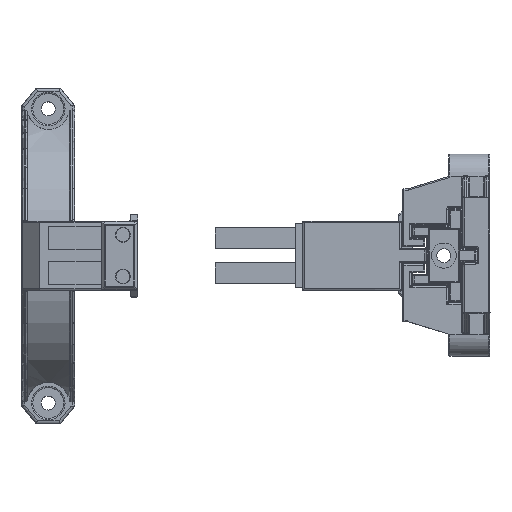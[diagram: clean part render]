
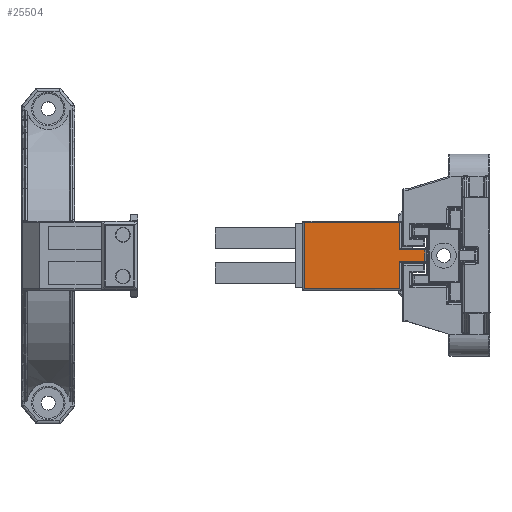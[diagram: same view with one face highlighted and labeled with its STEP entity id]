
A CAD part, top view. The second image highlights one B-rep face of the part: STEP entity #25504.
In plain terms, the highlighted planar face has unit normal (0, 0, 1).
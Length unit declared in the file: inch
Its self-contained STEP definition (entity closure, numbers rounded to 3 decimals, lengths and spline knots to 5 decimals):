
#2853=LINE('',#42301,#5531);
#2854=LINE('',#42306,#5532);
#2855=LINE('',#42308,#5533);
#2856=LINE('',#42310,#5534);
#2857=LINE('',#42313,#5535);
#2858=LINE('',#42315,#5536);
#2859=LINE('',#42317,#5537);
#2860=LINE('',#42318,#5538);
#5531=VECTOR('',#32386,0.03937);
#5532=VECTOR('',#32393,0.03937);
#5533=VECTOR('',#32396,0.03937);
#5534=VECTOR('',#32399,0.03937);
#5535=VECTOR('',#32402,0.03937);
#5536=VECTOR('',#32403,0.03937);
#5537=VECTOR('',#32404,0.03937);
#5538=VECTOR('',#32405,0.03937);
#6809=PLANE('',#27543);
#7933=FACE_OUTER_BOUND('',#9416,.T.);
#9416=EDGE_LOOP('',(#20668,#20669,#20670,#20671,#20672,#20673,#20674,#20675));
#11589=VERTEX_POINT('',#39376);
#11597=VERTEX_POINT('',#39425);
#12656=VERTEX_POINT('',#42298);
#12657=VERTEX_POINT('',#42300);
#12658=VERTEX_POINT('',#42304);
#12659=VERTEX_POINT('',#42312);
#12660=VERTEX_POINT('',#42314);
#12661=VERTEX_POINT('',#42316);
#15577=EDGE_CURVE('',#12656,#12657,#2853,.T.);
#15580=EDGE_CURVE('',#12658,#12656,#2854,.T.);
#15581=EDGE_CURVE('',#12657,#11589,#2855,.T.);
#15582=EDGE_CURVE('',#11589,#11597,#2856,.T.);
#15583=EDGE_CURVE('',#12659,#12658,#2857,.T.);
#15584=EDGE_CURVE('',#12660,#12659,#2858,.T.);
#15585=EDGE_CURVE('',#12661,#12660,#2859,.T.);
#15586=EDGE_CURVE('',#11597,#12661,#2860,.T.);
#20668=ORIENTED_EDGE('',*,*,#15581,.F.);
#20669=ORIENTED_EDGE('',*,*,#15577,.F.);
#20670=ORIENTED_EDGE('',*,*,#15580,.F.);
#20671=ORIENTED_EDGE('',*,*,#15583,.F.);
#20672=ORIENTED_EDGE('',*,*,#15584,.F.);
#20673=ORIENTED_EDGE('',*,*,#15585,.F.);
#20674=ORIENTED_EDGE('',*,*,#15586,.F.);
#20675=ORIENTED_EDGE('',*,*,#15582,.F.);
#25504=ADVANCED_FACE('',(#7933),#6809,.T.);
#27543=AXIS2_PLACEMENT_3D('',#42311,#32400,#32401);
#32386=DIRECTION('',(0.,-1.,0.));
#32393=DIRECTION('',(1.,0.,0.));
#32396=DIRECTION('',(1.,0.,0.));
#32399=DIRECTION('',(0.,-1.,0.));
#32400=DIRECTION('center_axis',(0.,0.,1.));
#32401=DIRECTION('ref_axis',(1.,0.,0.));
#32402=DIRECTION('',(0.,1.,0.));
#32403=DIRECTION('',(-1.,0.,0.));
#32404=DIRECTION('',(0.,-1.,0.));
#32405=DIRECTION('',(-1.,0.,0.));
#39376=CARTESIAN_POINT('',(0.4568,-6.13619,1.0961));
#39425=CARTESIAN_POINT('',(0.4568,-6.26648,1.0961));
#42298=CARTESIAN_POINT('',(0.17451,-5.82894,1.0961));
#42300=CARTESIAN_POINT('',(0.17451,-6.13619,1.0961));
#42301=CARTESIAN_POINT('',(0.17451,-6.00727,1.0961));
#42304=CARTESIAN_POINT('',(-0.8981,-5.82894,1.0961));
#42306=CARTESIAN_POINT('',(-0.23649,-5.82894,1.0961));
#42308=CARTESIAN_POINT('',(-0.15517,-6.13619,1.0961));
#42310=CARTESIAN_POINT('',(0.4568,-6.30576,1.0961));
#42311=CARTESIAN_POINT('Origin',(0.05407,-6.20133,1.0961));
#42312=CARTESIAN_POINT('',(-0.8981,-6.57373,1.0961));
#42313=CARTESIAN_POINT('',(-0.8981,-5.96593,1.0961));
#42314=CARTESIAN_POINT('',(0.17451,-6.57373,1.0961));
#42315=CARTESIAN_POINT('',(-0.23649,-6.57373,1.0961));
#42316=CARTESIAN_POINT('',(0.17451,-6.26648,1.0961));
#42317=CARTESIAN_POINT('',(0.17451,-6.3954,1.0961));
#42318=CARTESIAN_POINT('',(0.26331,-6.26648,1.0961));
